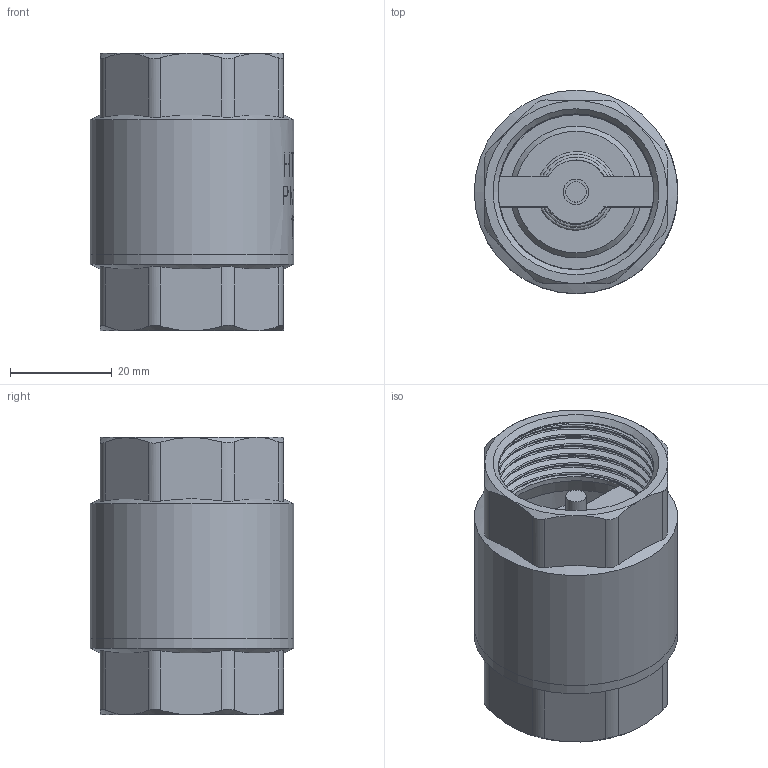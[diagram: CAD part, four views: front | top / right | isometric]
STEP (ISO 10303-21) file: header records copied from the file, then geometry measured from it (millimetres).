
FILE_DESCRIPTION(/* description */ (''),/* implementation_level */ '2;1');
FILE_NAME(/* name */ 'MAME11.000.032.step',/* time_stamp */ '2026-04-14T09:54:50+02:00',/* author */ (''),/* organization */ (''),/* preprocessor_version */ 'ST-DEVELOPER v20.1',/* originating_system */ 'Autodesk Translation Framework v14.24.0.0',/* authorisation */ '');
FILE_SCHEMA (('AUTOMOTIVE_DESIGN { 1 0 10303 214 3 1 1 }'));
Length unit declared in the file: millimetre
Products named in the file (1): 2026-04-13-10-41-47-173
Bounding box: 40.01 x 40 x 54.5 mm (x, y, z)
Volume: 22367.8 mm3; surface area: 25265.2 mm2
Topology: 6 solids, 6 shells, 308 faces, 828 edges, 544 vertices
Faces by surface type: plane 118, bspline 89, cylinder 81, cone 19, torus 1
Full cylindrical faces by diameter (mm): 4 x2, 5 x2, 6.482 x1, 12 x1, 22 x1, 25.778 x1, 25.92 x1, 30.361 x1, 30.611 x3, 32.074 x1, 33.249 x9, 34.939 x4, 35.259 x1, 37.897 x4, 40 x2
Entity records: 22842 total; most frequent: CARTESIAN_POINT 15976, ORIENTED_EDGE 1632, DIRECTION 1065, EDGE_CURVE 816, VERTEX_POINT 538, AXIS2_PLACEMENT_3D 375, EDGE_LOOP 338, LINE 315
